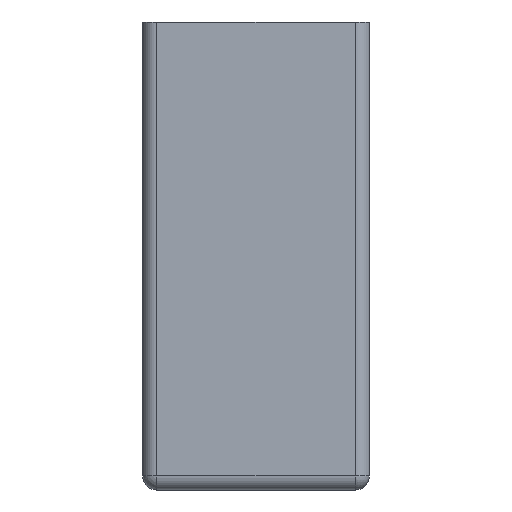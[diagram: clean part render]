
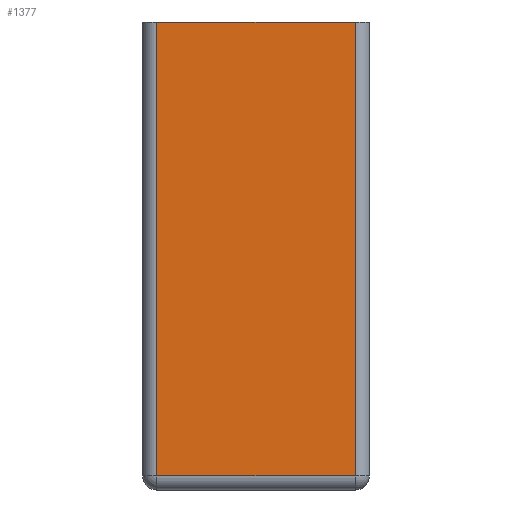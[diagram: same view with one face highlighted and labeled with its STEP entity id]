
A CAD part, left-side view. The second image highlights one B-rep face of the part: STEP entity #1377.
In plain terms, the highlighted planar face has unit normal (-1, 0, 0).
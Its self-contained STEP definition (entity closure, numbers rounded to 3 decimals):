
#42=PLANE($,#1482);
#99=FACE_OUTER_BOUND($,#171,.T.);
#171=EDGE_LOOP($,(#1029,#1030,#1031,#1032));
#240=LINE($,#2025,#388);
#241=LINE($,#2034,#389);
#243=LINE($,#2040,#391);
#287=LINE($,#2154,#435);
#388=VECTOR($,#1617,32.);
#389=VECTOR($,#1628,14.);
#391=VECTOR($,#1634,32.);
#435=VECTOR($,#1738,14.);
#592=VERTEX_POINT($,#2015);
#595=VERTEX_POINT($,#2022);
#598=VERTEX_POINT($,#2030);
#599=VERTEX_POINT($,#2037);
#736=EDGE_CURVE($,#595,#592,#240,.T.);
#740=EDGE_CURVE($,#592,#598,#241,.T.);
#743=EDGE_CURVE($,#598,#599,#243,.T.);
#799=EDGE_CURVE($,#599,#595,#287,.T.);
#1029=ORIENTED_EDGE($,*,*,#736,.T.);
#1030=ORIENTED_EDGE($,*,*,#740,.T.);
#1031=ORIENTED_EDGE($,*,*,#743,.T.);
#1032=ORIENTED_EDGE($,*,*,#799,.T.);
#1377=ADVANCED_FACE($,(#99),#42,.F.);
#1482=AXIS2_PLACEMENT_3D($,#2153,#1736,#1737);
#1617=DIRECTION($,(0.,0.,-1.));
#1628=DIRECTION($,(0.,-1.,0.));
#1634=DIRECTION($,(0.,0.,1.));
#1736=DIRECTION('center_axis',(1.,0.,0.));
#1737=DIRECTION('ref_axis',(0.,1.,0.));
#1738=DIRECTION($,(0.,1.,0.));
#2015=CARTESIAN_POINT('',(-43.75,15.,1.));
#2022=CARTESIAN_POINT('',(-43.75,15.,33.));
#2025=CARTESIAN_POINT($,(-43.75,15.,0.));
#2030=CARTESIAN_POINT('',(-43.75,1.,1.));
#2034=CARTESIAN_POINT($,(-43.75,4.,1.));
#2037=CARTESIAN_POINT('',(-43.75,1.,33.));
#2040=CARTESIAN_POINT($,(-43.75,1.,0.));
#2153=CARTESIAN_POINT('Origin',(-43.75,0.,0.));
#2154=CARTESIAN_POINT($,(-43.75,16.,33.));
